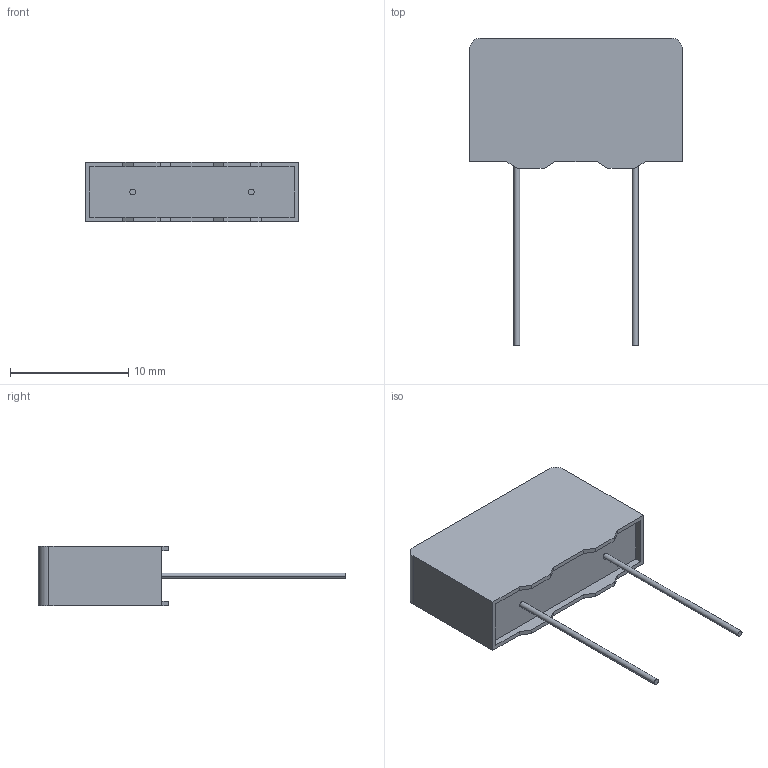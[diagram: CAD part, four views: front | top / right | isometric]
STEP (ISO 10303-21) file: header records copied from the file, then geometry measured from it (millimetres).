
FILE_DESCRIPTION(('STEP AP242'),'1');
FILE_NAME('capacitor_rnd_150mkt563k2eb.stp','2021-05-26T12:01:01',('TraceParts'),('TraceParts S.A.'),'Spatial InterOp 3D',' ',' ');
FILE_SCHEMA(('AP242_MANAGED_MODEL_BASED_3D_ENGINEERING_MIM_LF {1 0 10303 442 1 1 4}'));
Length unit declared in the file: millimetre
Products named in the file (1): capacitor_rnd_150mkt563k2eb
Bounding box: 18 x 26 x 5 mm (x, y, z)
Volume: 906.9 mm3; surface area: 744.7 mm2
Topology: 1 solids, 1 shells, 34 faces, 90 edges, 60 vertices
Faces by surface type: plane 28, cylinder 6
Entity records: 1334 total; most frequent: CARTESIAN_POINT 185, ORIENTED_EDGE 180, DIRECTION 172, EDGE_CURVE 90, LINE 78, VECTOR 78, VERTEX_POINT 60, AXIS2_PLACEMENT_3D 47
